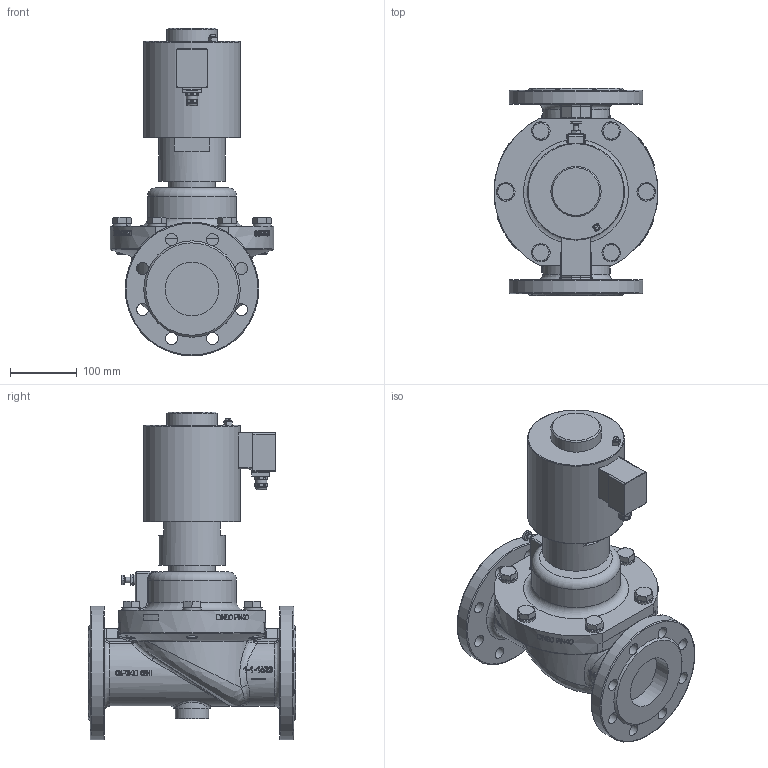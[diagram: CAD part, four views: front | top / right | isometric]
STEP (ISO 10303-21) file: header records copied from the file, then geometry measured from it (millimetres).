
FILE_DESCRIPTION(/* description */ ('3D-Modell'),/* implementation_level */ '2;1');
FILE_NAME(/* name */ '024.002566_D2408-0504-.358.stp',/* time_stamp */ '2022-04-13T08:22:12+02:00',/* author */ ('LBirkmann'),/* organization */ (''),/* preprocessor_version */ 'ST-DEVELOPER v16.1',/* originating_system */ 'Autodesk Inventor 2016',/* authorisation */ '');
FILE_SCHEMA (('AUTOMOTIVE_DESIGN { 1 0 10303 214 3 1 1 }'));
Products named in the file (1): 88-005535
Bounding box: 245 x 310 x 490 mm (x, y, z)
Volume: 9820691.2 mm3; surface area: 509832.1 mm2
Topology: 2 solids, 2 shells, 1203 faces, 3125 edges, 1997 vertices
Faces by surface type: plane 495, bspline 342, cylinder 225, cone 102, torus 31, sphere 8
Full cylindrical faces by diameter (mm): 4.51 x1, 6.4 x1, 8 x1, 14.917 x6, 16 x1, 17 x2, 18 x16, 22 x6, 50 x1, 60 x1, 70 x1, 75 x1, 80 x2, 100 x1, 145 x1, 200 x2
Entity records: 78525 total; most frequent: CARTESIAN_POINT 52402, ORIENTED_EDGE 6042, DIRECTION 4349, EDGE_CURVE 3021, VERTEX_POINT 1962, AXIS2_PLACEMENT_3D 1612, EDGE_LOOP 1387, FACE_OUTER_BOUND 1203
